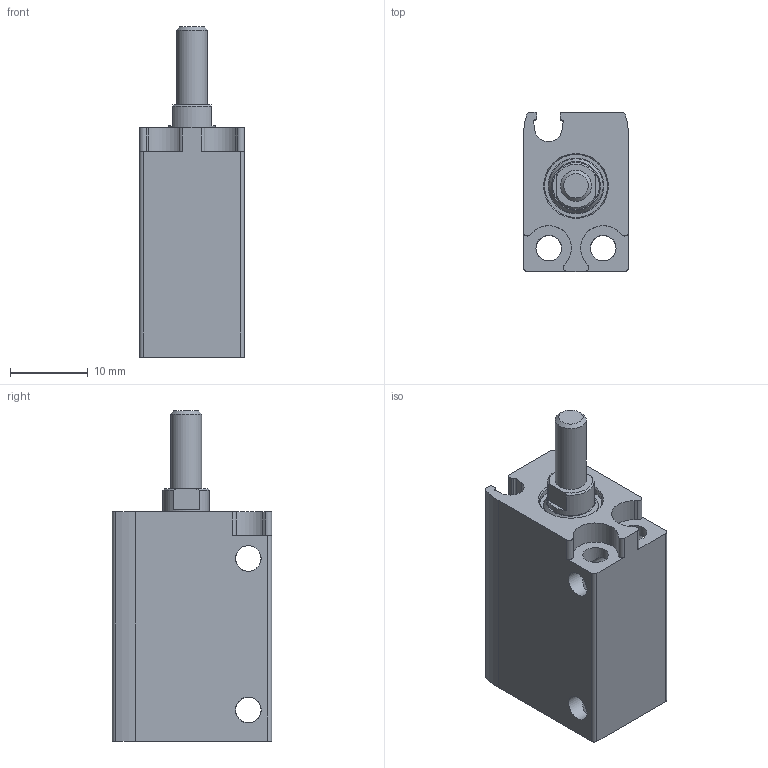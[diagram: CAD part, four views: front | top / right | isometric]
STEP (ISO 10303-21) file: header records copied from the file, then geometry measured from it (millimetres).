
FILE_DESCRIPTION(/* description */ ('STEP AP214'),/* implementation_level */ '2;1');
FILE_NAME(/* name */ '8142524_ADN-S-10-10-A-A-F1A',/* time_stamp */ '2024-07-26T09:16:20+02:00',/* author */ ('License CC BY-ND 4.0'),/* organization */ ('CADENAS'),/* preprocessor_version */ 'ST-DEVELOPER v19.3',/* originating_system */ 'PARTsolutions',/* authorisation */ ' ');
FILE_SCHEMA (('AUTOMOTIVE_DESIGN {1 0 10303 214 3 1 1}'));
Length unit declared in the file: millimetre
Products named in the file (3): 8142524 ADN-S-10-10-A-A-F1A---(0_high); 8080590 ADN-S-10-10-A-A---(highH); 8080590 ADN-S-10-10-A-A---(highP)
Assembly tree (2 placements, depth 2):
  8142524 ADN-S-10-10-A-A-F1A---(0_high)
    8080590 ADN-S-10-10-A-A---(highH)
    8080590 ADN-S-10-10-A-A---(highP)
Bounding box: 13.5 x 20.5 x 42.5 mm (x, y, z)
Volume: 6614.6 mm3; surface area: 5168.3 mm2
Topology: 2 solids, 2 shells, 83 faces, 209 edges, 131 vertices
Faces by surface type: cylinder 40, plane 32, cone 9, torus 2
Full cylindrical faces by diameter (mm): 2.459 x2, 3.3 x12, 4 x1, 6 x2, 8.1 x1, 10 x2, 11 x1
Entity records: 2387 total; most frequent: DIRECTION 434, CARTESIAN_POINT 392, ORIENTED_EDGE 342, AXIS2_PLACEMENT_3D 181, EDGE_CURVE 171, EDGE_LOOP 130, FACE_BOUND 130, VERTEX_POINT 123
